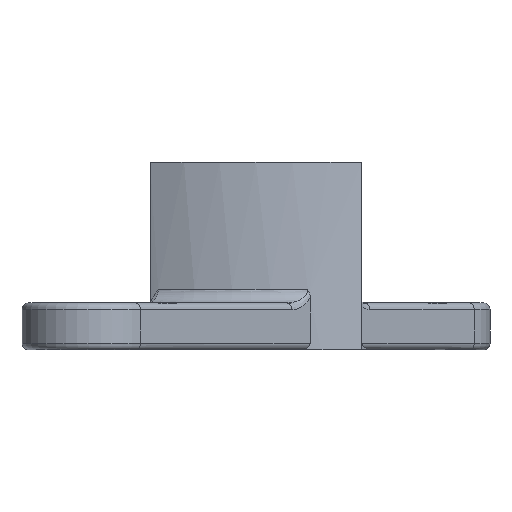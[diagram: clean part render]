
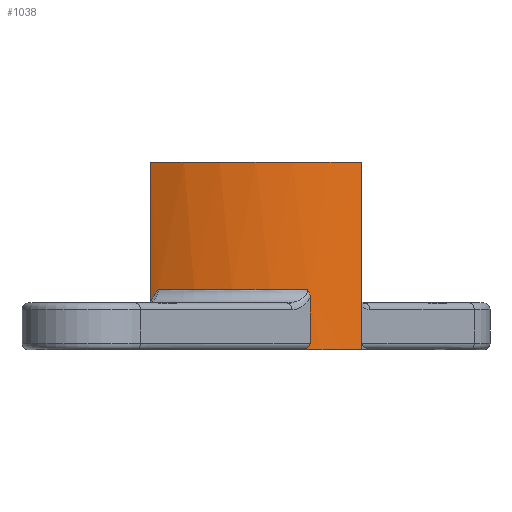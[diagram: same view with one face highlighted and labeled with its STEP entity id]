
A CAD part, left-side view. The second image highlights one B-rep face of the part: STEP entity #1038.
In plain terms, the highlighted cylindrical face has radius 18.3 mm (diameter 36.6 mm), a partial arc.
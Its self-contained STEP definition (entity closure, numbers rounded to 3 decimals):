
#24=B_SPLINE_CURVE_WITH_KNOTS($,3,(#1500,#1501,#1502,#1503,#1504,#1505,
#1506,#1507,#1508,#1509,#1510,#1511),.UNSPECIFIED.,.F.,.F.,(4,2,2,2,2,4),
(0.,0.011,0.022,0.044,0.072,
0.1),.UNSPECIFIED.);
#26=B_SPLINE_CURVE_WITH_KNOTS($,3,(#1565,#1566,#1567,#1568,#1569,#1570,
#1571,#1572),.UNSPECIFIED.,.F.,.F.,(4,2,2,4),(-0.059,-0.058,
-0.029,0.),.UNSPECIFIED.);
#30=B_SPLINE_CURVE_WITH_KNOTS($,3,(#1671,#1672,#1673,#1674,#1675,#1676,
#1677,#1678,#1679,#1680),.UNSPECIFIED.,.F.,.F.,(4,2,2,2,4),(-0.129,
-0.102,-0.073,0.,0.),
 .UNSPECIFIED.);
#86=CYLINDRICAL_SURFACE($,#1142,18.3);
#135=FACE_OUTER_BOUND($,#195,.T.);
#195=EDGE_LOOP($,(#821,#822,#823,#824,#825,#826,#827,#828,#829));
#221=CIRCLE($,#1064,18.3);
#226=CIRCLE($,#1074,18.3);
#260=CIRCLE($,#1140,18.3);
#288=LINE($,#1694,#346);
#318=LINE($,#2056,#376);
#321=LINE($,#2062,#379);
#346=VECTOR($,#1246,3.452);
#376=VECTOR($,#1376,10.723);
#379=VECTOR($,#1383,14.);
#392=VERTEX_POINT($,#1477);
#393=VERTEX_POINT($,#1479);
#400=VERTEX_POINT($,#1498);
#401=VERTEX_POINT($,#1499);
#402=VERTEX_POINT($,#1515);
#408=VERTEX_POINT($,#1557);
#409=VERTEX_POINT($,#1564);
#420=VERTEX_POINT($,#1669);
#421=VERTEX_POINT($,#1670);
#486=EDGE_CURVE($,#392,#393,#221,.T.);
#495=EDGE_CURVE($,#400,#401,#24,.F.);
#498=EDGE_CURVE($,#400,#402,#226,.T.);
#505=EDGE_CURVE($,#408,#409,#26,.F.);
#520=EDGE_CURVE($,#420,#421,#30,.F.);
#523=EDGE_CURVE($,#408,#401,#288,.T.);
#598=EDGE_CURVE($,#392,#421,#318,.T.);
#602=EDGE_CURVE($,#393,#402,#321,.T.);
#603=EDGE_CURVE($,#409,#420,#260,.T.);
#821=ORIENTED_EDGE($,*,*,#523,.T.);
#822=ORIENTED_EDGE($,*,*,#495,.F.);
#823=ORIENTED_EDGE($,*,*,#498,.T.);
#824=ORIENTED_EDGE($,*,*,#602,.F.);
#825=ORIENTED_EDGE($,*,*,#486,.F.);
#826=ORIENTED_EDGE($,*,*,#598,.T.);
#827=ORIENTED_EDGE($,*,*,#520,.F.);
#828=ORIENTED_EDGE($,*,*,#603,.F.);
#829=ORIENTED_EDGE($,*,*,#505,.F.);
#1038=ADVANCED_FACE($,(#135),#86,.T.);
#1064=AXIS2_PLACEMENT_3D($,#1480,#1187,#1188);
#1074=AXIS2_PLACEMENT_3D($,#1516,#1212,#1213);
#1140=AXIS2_PLACEMENT_3D($,#2064,#1386,#1387);
#1142=AXIS2_PLACEMENT_3D($,#2066,#1390,#1391);
#1187=DIRECTION('center_axis',(0.,0.,1.));
#1188=DIRECTION('ref_axis',(-0.902,0.431,0.));
#1212=DIRECTION('center_axis',(0.,0.,1.));
#1213=DIRECTION('ref_axis',(-0.902,0.431,0.));
#1246=DIRECTION($,(0.,0.,-1.));
#1376=DIRECTION($,(0.,0.,-1.));
#1383=DIRECTION($,(0.,0.,-1.));
#1386=DIRECTION('center_axis',(0.,0.,-1.));
#1387=DIRECTION('ref_axis',(-0.994,0.112,0.));
#1390=DIRECTION('center_axis',(0.,0.,-1.));
#1391=DIRECTION('ref_axis',(-0.902,0.431,0.));
#1477=CARTESIAN_POINT('',(-16.51,7.894,3.5));
#1479=CARTESIAN_POINT('',(-16.51,-7.894,3.5));
#1480=CARTESIAN_POINT('Origin',(0.,0.,3.5));
#1498=CARTESIAN_POINT('',(-18.009,-3.249,-10.5));
#1499=CARTESIAN_POINT('',(-17.849,-4.036,-10.));
#1500=CARTESIAN_POINT('Ctrl Pts',(-17.849,-4.036,-10.));
#1501=CARTESIAN_POINT('Ctrl Pts',(-17.849,-4.036,-10.036));
#1502=CARTESIAN_POINT('Ctrl Pts',(-17.851,-4.029,-10.072));
#1503=CARTESIAN_POINT('Ctrl Pts',(-17.856,-4.005,-10.141));
#1504=CARTESIAN_POINT('Ctrl Pts',(-17.86,-3.988,-10.174));
#1505=CARTESIAN_POINT('Ctrl Pts',(-17.875,-3.922,-10.265));
#1506=CARTESIAN_POINT('Ctrl Pts',(-17.888,-3.862,-10.315));
#1507=CARTESIAN_POINT('Ctrl Pts',(-17.917,-3.724,-10.402));
#1508=CARTESIAN_POINT('Ctrl Pts',(-17.936,-3.632,-10.44));
#1509=CARTESIAN_POINT('Ctrl Pts',(-17.974,-3.44,-10.489));
#1510=CARTESIAN_POINT('Ctrl Pts',(-17.993,-3.341,-10.5));
#1511=CARTESIAN_POINT('Ctrl Pts',(-18.009,-3.249,-10.5));
#1515=CARTESIAN_POINT('',(-16.51,-7.894,-10.5));
#1516=CARTESIAN_POINT('Origin',(0.,0.,-10.5));
#1557=CARTESIAN_POINT('',(-17.85,-4.035,-6.548));
#1564=CARTESIAN_POINT('',(-17.887,-3.868,-6.));
#1565=CARTESIAN_POINT('Ctrl Pts',(-17.887,-3.868,-6.));
#1566=CARTESIAN_POINT('Ctrl Pts',(-17.887,-3.868,-6.001));
#1567=CARTESIAN_POINT('Ctrl Pts',(-17.886,-3.869,-6.001));
#1568=CARTESIAN_POINT('Ctrl Pts',(-17.874,-3.925,-6.081));
#1569=CARTESIAN_POINT('Ctrl Pts',(-17.865,-3.968,-6.167));
#1570=CARTESIAN_POINT('Ctrl Pts',(-17.852,-4.023,-6.353));
#1571=CARTESIAN_POINT('Ctrl Pts',(-17.849,-4.036,-6.45));
#1572=CARTESIAN_POINT('Ctrl Pts',(-17.849,-4.036,-6.546));
#1669=CARTESIAN_POINT('',(-16.786,7.288,-6.));
#1670=CARTESIAN_POINT('',(-16.51,7.894,-7.223));
#1671=CARTESIAN_POINT('Ctrl Pts',(-16.51,7.894,-7.223));
#1672=CARTESIAN_POINT('Ctrl Pts',(-16.51,7.894,-7.13));
#1673=CARTESIAN_POINT('Ctrl Pts',(-16.518,7.877,-7.027));
#1674=CARTESIAN_POINT('Ctrl Pts',(-16.554,7.802,-6.796));
#1675=CARTESIAN_POINT('Ctrl Pts',(-16.579,7.748,-6.692));
#1676=CARTESIAN_POINT('Ctrl Pts',(-16.657,7.58,-6.398));
#1677=CARTESIAN_POINT('Ctrl Pts',(-16.728,7.422,-6.198));
#1678=CARTESIAN_POINT('Ctrl Pts',(-16.786,7.289,-6.002));
#1679=CARTESIAN_POINT('Ctrl Pts',(-16.786,7.288,-6.001));
#1680=CARTESIAN_POINT('Ctrl Pts',(-16.786,7.288,-6.));
#1694=CARTESIAN_POINT($,(-17.849,-4.036,3.5));
#2056=CARTESIAN_POINT($,(-16.51,7.894,3.5));
#2062=CARTESIAN_POINT($,(-16.51,-7.894,3.5));
#2064=CARTESIAN_POINT('Origin',(0.,0.,-6.));
#2066=CARTESIAN_POINT('Origin',(0.,0.,3.5));
